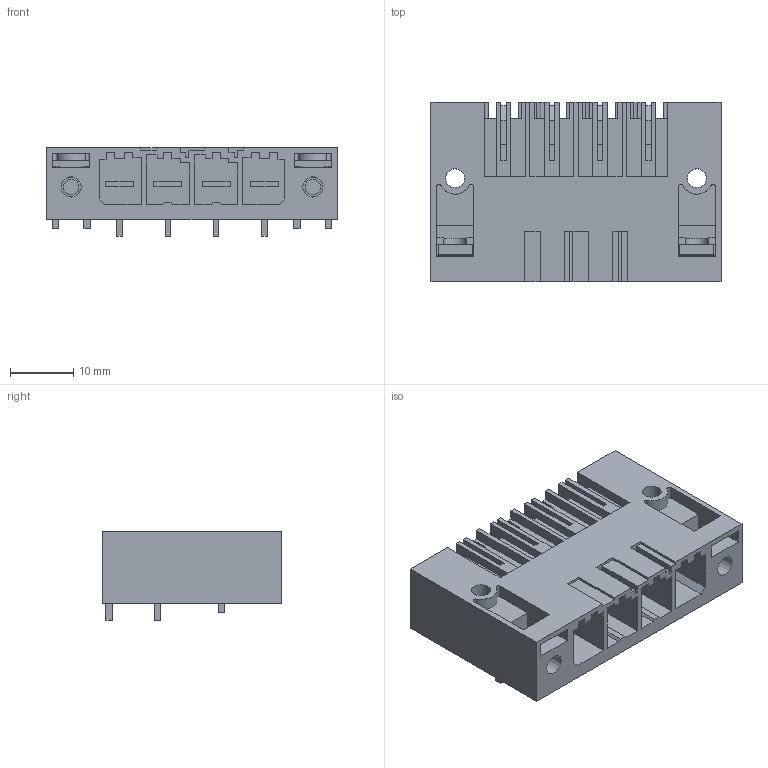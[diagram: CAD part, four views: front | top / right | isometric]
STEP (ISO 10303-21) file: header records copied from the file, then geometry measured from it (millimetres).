
FILE_DESCRIPTION(('CATIA V5 STEP','CAx-IF Rec.Pracs.--- Model Styling and Organization---1.4--- 2014-01-23'),'2;1');
FILE_NAME ('194093-5_0_2499700000_2499700000.stp','2023-09-25T08:21:14+00:00',('none'),('Weidmueller'),'CATIA Version 5-6 Release 2016 SP3 HF44','CATIA V5 STEP AP214','none');
FILE_SCHEMA(('AUTOMOTIVE_DESIGN { 1 0 10303 214 1 1 1 1 }'));
Length unit declared in the file: millimetre
Products named in the file (1): 2499700000
Bounding box: 45.72 x 28.3 x 14 mm (x, y, z)
Volume: 8447.7 mm3; surface area: 10692.5 mm2
Topology: 11 solids, 11 shells, 558 faces, 1610 edges, 1085 vertices
Faces by surface type: plane 518, cylinder 36, cone 4
Entity records: 17189 total; most frequent: ORIENTED_EDGE 3220, CARTESIAN_POINT 3160, DIRECTION 2344, EDGE_CURVE 1610, VECTOR 1512, LINE 1512, VERTEX_POINT 1085, EDGE_LOOP 593
